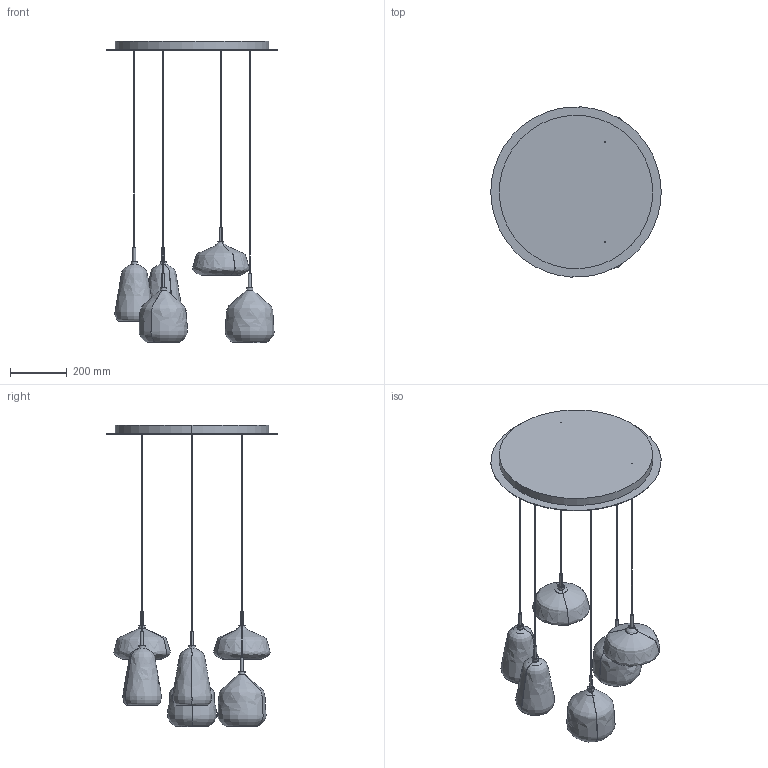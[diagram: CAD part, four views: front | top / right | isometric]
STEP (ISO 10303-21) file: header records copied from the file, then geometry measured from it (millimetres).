
FILE_DESCRIPTION(/* description */ (''),/* implementation_level */ '2;1');
FILE_NAME(/* name */ 'KIT.M.11_X-RAY',/* time_stamp */ '2024-04-10T10:36:48+02:00',/* author */ (''),/* organization */ (''),/* preprocessor_version */ 'ST-DEVELOPER v16.5',/* originating_system */ 'Rhino 7.15',/* authorisation */ '');
FILE_SCHEMA (('CONFIG_CONTROL_DESIGN'));
Length unit declared in the file: millimetre
Products named in the file (1): Document
Bounding box: 600 x 598.86 x 1061.82 mm (x, y, z)
Volume: 14436856.5 mm3; surface area: 3043535.3 mm2
Topology: 15 solids, 43 shells, 264 faces, 602 edges, 308 vertices
Faces by surface type: bspline 172, cylinder 86, plane 6
Entity records: 10018 total; most frequent: CARTESIAN_POINT 6759, ORIENTED_EDGE 972, EDGE_CURVE 530, VERTEX_POINT 308, ADVANCED_FACE 264, FACE_OUTER_BOUND 264, EDGE_LOOP 264, B_SPLINE_CURVE_WITH_KNOTS 200
